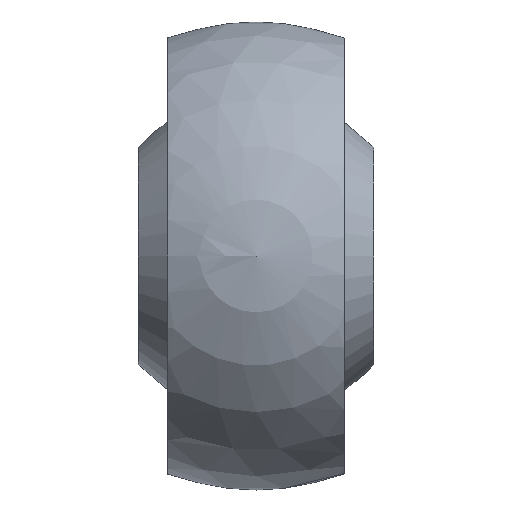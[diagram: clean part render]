
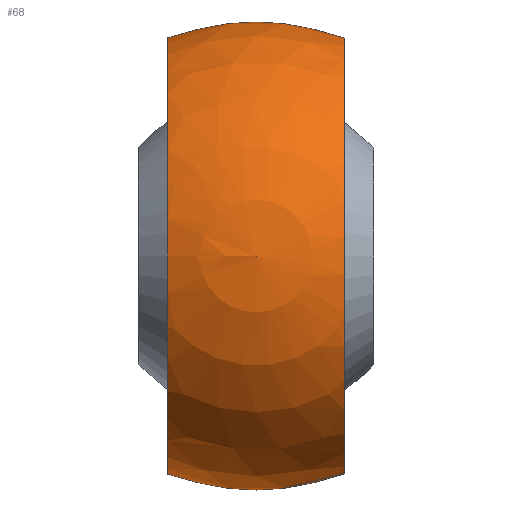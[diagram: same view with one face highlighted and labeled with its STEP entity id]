
A CAD part, left-side view. The second image highlights one B-rep face of the part: STEP entity #68.
In plain terms, the highlighted spherical face has radius 14 mm.
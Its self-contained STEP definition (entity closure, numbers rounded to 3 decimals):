
#68 = ADVANCED_FACE( '', ( #144, #145 ), #146, .T. );
#144 = FACE_BOUND( '', #214, .T. );
#145 = FACE_OUTER_BOUND( '', #215, .T. );
#146 = SPHERICAL_SURFACE( '', #216, 14. );
#214 = VERTEX_LOOP( '', #311 );
#215 = EDGE_LOOP( '', ( #312, #313, #314, #315 ) );
#216 = AXIS2_PLACEMENT_3D( '', #316, #317, #318 );
#311 = VERTEX_POINT( '', #359 );
#312 = ORIENTED_EDGE( '', *, *, #352, .F. );
#313 = ORIENTED_EDGE( '', *, *, #348, .T. );
#314 = ORIENTED_EDGE( '', *, *, #354, .F. );
#315 = ORIENTED_EDGE( '', *, *, #357, .T. );
#316 = CARTESIAN_POINT( '', ( 0., 0., 0. ) );
#317 = DIRECTION( '', ( 1., 0., 0. ) );
#318 = DIRECTION( '', ( 0., 1., 0. ) );
#348 = EDGE_CURVE( '', #395, #396, #398, .F. );
#352 = EDGE_CURVE( '', #395, #403, #404, .T. );
#354 = EDGE_CURVE( '', #405, #396, #407, .T. );
#357 = EDGE_CURVE( '', #405, #403, #410, .F. );
#359 = CARTESIAN_POINT( '', ( -14., 0., 0. ) );
#395 = VERTEX_POINT( '', #447 );
#396 = VERTEX_POINT( '', #448 );
#398 = CIRCLE( '', #473, 12.978 );
#403 = VERTEX_POINT( '', #478 );
#404 = CIRCLE( '', #479, 9.291 );
#405 = VERTEX_POINT( '', #480 );
#407 = CIRCLE( '', #505, 9.291 );
#410 = CIRCLE( '', #508, 12.978 );
#447 = CARTESIAN_POINT( '', ( 10.472, -5.25, -7.666 ) );
#448 = CARTESIAN_POINT( '', ( 10.472, -5.25, 7.666 ) );
#473 = AXIS2_PLACEMENT_3D( '', #547, #548, #549 );
#478 = CARTESIAN_POINT( '', ( 10.472, 5.25, -7.666 ) );
#479 = AXIS2_PLACEMENT_3D( '', #553, #554, #555 );
#480 = CARTESIAN_POINT( '', ( 10.472, 5.25, 7.666 ) );
#505 = AXIS2_PLACEMENT_3D( '', #556, #557, #558 );
#508 = AXIS2_PLACEMENT_3D( '', #559, #560, #561 );
#547 = CARTESIAN_POINT( '', ( 0., -5.25, 0. ) );
#548 = DIRECTION( '', ( 0., -1., 0. ) );
#549 = DIRECTION( '', ( 0., 0., -1. ) );
#553 = CARTESIAN_POINT( '', ( 10.472, 0., 0. ) );
#554 = DIRECTION( '', ( 1., 0., 0. ) );
#555 = DIRECTION( '', ( 0., 0., -1. ) );
#556 = CARTESIAN_POINT( '', ( 10.472, 0., 0. ) );
#557 = DIRECTION( '', ( 1., 0., 0. ) );
#558 = DIRECTION( '', ( 0., 0., -1. ) );
#559 = CARTESIAN_POINT( '', ( 0., 5.25, 0. ) );
#560 = DIRECTION( '', ( 0., 1., 0. ) );
#561 = DIRECTION( '', ( 0., 0., 1. ) );
